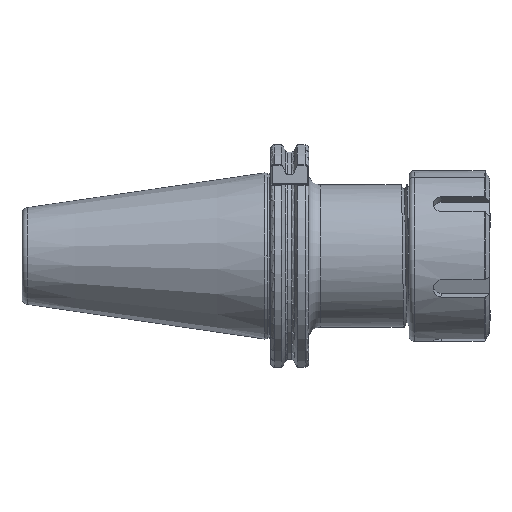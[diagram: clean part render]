
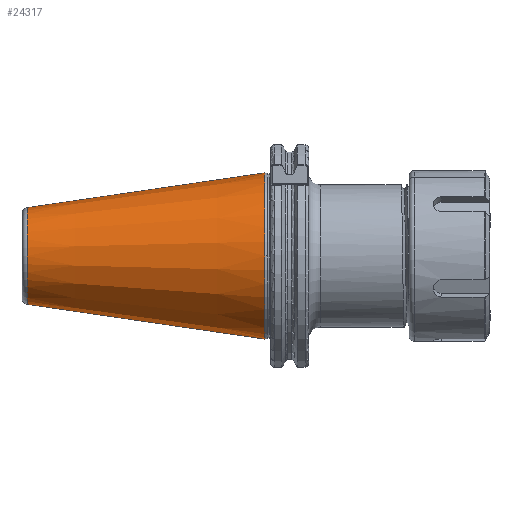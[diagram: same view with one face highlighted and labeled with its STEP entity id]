
A CAD part, front view. The second image highlights one B-rep face of the part: STEP entity #24317.
In plain terms, the highlighted conical face has half-angle 8.297 degrees and reference radius 35.392 mm.
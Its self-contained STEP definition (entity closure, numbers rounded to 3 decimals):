
#8411 = CARTESIAN_POINT ( 'NONE',  ( -2.5, 0., 35.027 ) ) ;
#8527 = CARTESIAN_POINT ( 'NONE',  ( -102.811, 0., -20.399 ) ) ;
#8529 = CARTESIAN_POINT ( 'NONE',  ( -102.811, 0., 20.399 ) ) ;
#8555 = CARTESIAN_POINT ( 'NONE',  ( -2.5, -35.027, 0. ) ) ;
#8559 = CARTESIAN_POINT ( 'NONE',  ( -2.5, 0., -35.027 ) ) ;
#8671 = DIRECTION ( 'NONE',  ( 0., 0., -1. ) ) ;
#8685 = CARTESIAN_POINT ( 'NONE',  ( 0., 0., 0. ) ) ;
#8716 = DIRECTION ( 'NONE',  ( 1., 0., 0. ) ) ;
#9192 = CIRCLE ( 'NONE', #14760, 35.027 ) ;
#9711 = CIRCLE ( 'NONE', #14700, 20.399 ) ;
#11035 = VECTOR ( 'NONE', #40417, 1000. ) ;
#11038 = LINE ( 'NONE', #40439, #11035 ) ;
#11068 = CIRCLE ( 'NONE', #20665, 35.027 ) ;
#11129 = VECTOR ( 'NONE', #27013, 1000. ) ;
#11147 = LINE ( 'NONE', #26994, #11129 ) ;
#11345 = EDGE_LOOP ( 'NONE', ( #15078, #15098, #15094, #15040, #15038 ) ) ;
#11638 = EDGE_CURVE ( 'NONE', #33863, #33779, #11038, .T. ) ;
#11683 = EDGE_CURVE ( 'NONE', #33779, #33878, #11068, .T. ) ;
#11718 = EDGE_CURVE ( 'NONE', #33836, #33806, #11147, .T. ) ;
#14700 = AXIS2_PLACEMENT_3D ( 'NONE', #25036, #25018, #25028 ) ;
#14760 = AXIS2_PLACEMENT_3D ( 'NONE', #16308, #16307, #16305 ) ;
#14914 = CONICAL_SURFACE ( 'NONE', #33041, 35.392, 0.145 ) ;
#14934 = FACE_OUTER_BOUND ( 'NONE', #11345, .T. ) ;
#15038 = ORIENTED_EDGE ( 'NONE', *, *, #11683, .F. ) ;
#15040 = ORIENTED_EDGE ( 'NONE', *, *, #18911, .F. ) ;
#15078 = ORIENTED_EDGE ( 'NONE', *, *, #11638, .F. ) ;
#15094 = ORIENTED_EDGE ( 'NONE', *, *, #11718, .T. ) ;
#15098 = ORIENTED_EDGE ( 'NONE', *, *, #18640, .T. ) ;
#16305 = DIRECTION ( 'NONE',  ( 0., 1., 0. ) ) ;
#16307 = DIRECTION ( 'NONE',  ( 1., 0., 0. ) ) ;
#16308 = CARTESIAN_POINT ( 'NONE',  ( -2.5, 0., 0. ) ) ;
#18640 = EDGE_CURVE ( 'NONE', #33863, #33836, #9711, .T. ) ;
#18911 = EDGE_CURVE ( 'NONE', #33878, #33806, #9192, .T. ) ;
#20665 = AXIS2_PLACEMENT_3D ( 'NONE', #28244, #28209, #28227 ) ;
#24317 = ADVANCED_FACE ( 'NONE', ( #14934 ), #14914, .T. ) ;
#25018 = DIRECTION ( 'NONE',  ( 1., 0., 0. ) ) ;
#25028 = DIRECTION ( 'NONE',  ( 0., 0., 1. ) ) ;
#25036 = CARTESIAN_POINT ( 'NONE',  ( -102.811, 0., 0. ) ) ;
#26994 = CARTESIAN_POINT ( 'NONE',  ( 0., 0., -35.392 ) ) ;
#27013 = DIRECTION ( 'NONE',  ( 0.99, 0., -0.144 ) ) ;
#28209 = DIRECTION ( 'NONE',  ( 1., 0., 0. ) ) ;
#28227 = DIRECTION ( 'NONE',  ( 0., 1., 0. ) ) ;
#28244 = CARTESIAN_POINT ( 'NONE',  ( -2.5, 0., 0. ) ) ;
#33041 = AXIS2_PLACEMENT_3D ( 'NONE', #8685, #8716, #8671 ) ;
#33779 = VERTEX_POINT ( 'NONE', #8411 ) ;
#33806 = VERTEX_POINT ( 'NONE', #8559 ) ;
#33836 = VERTEX_POINT ( 'NONE', #8527 ) ;
#33863 = VERTEX_POINT ( 'NONE', #8529 ) ;
#33878 = VERTEX_POINT ( 'NONE', #8555 ) ;
#40417 = DIRECTION ( 'NONE',  ( 0.99, 0., 0.144 ) ) ;
#40439 = CARTESIAN_POINT ( 'NONE',  ( 0., 0., 35.392 ) ) ;
